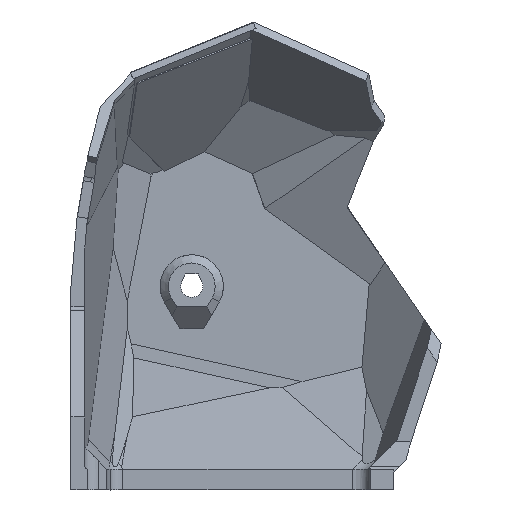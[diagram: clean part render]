
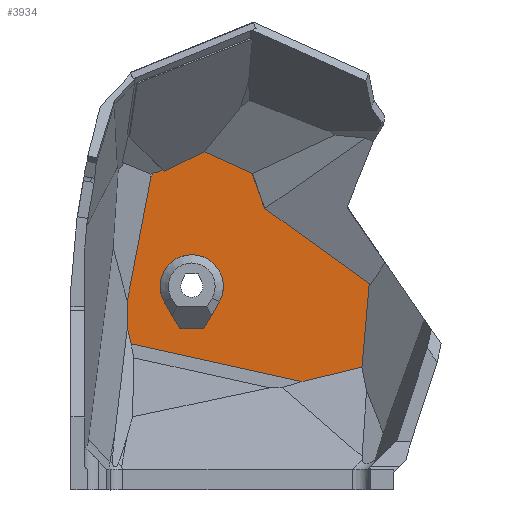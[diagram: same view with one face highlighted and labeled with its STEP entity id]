
A CAD part, left-side view. The second image highlights one B-rep face of the part: STEP entity #3934.
In plain terms, the highlighted planar face has unit normal (-1, 0, 0).
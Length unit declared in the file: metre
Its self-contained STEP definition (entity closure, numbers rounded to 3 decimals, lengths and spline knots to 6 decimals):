
#57=CIRCLE('',#4113,0.004);
#955=ORIENTED_EDGE('',*,*,#1239,.F.);
#956=ORIENTED_EDGE('',*,*,#1706,.T.);
#957=ORIENTED_EDGE('',*,*,#1703,.F.);
#958=ORIENTED_EDGE('',*,*,#1362,.T.);
#959=ORIENTED_EDGE('',*,*,#1702,.T.);
#960=ORIENTED_EDGE('',*,*,#1377,.F.);
#961=ORIENTED_EDGE('',*,*,#1698,.T.);
#962=ORIENTED_EDGE('',*,*,#1607,.T.);
#963=ORIENTED_EDGE('',*,*,#1593,.T.);
#964=ORIENTED_EDGE('',*,*,#1584,.T.);
#965=ORIENTED_EDGE('',*,*,#1571,.F.);
#966=ORIENTED_EDGE('',*,*,#1707,.T.);
#967=ORIENTED_EDGE('',*,*,#1708,.F.);
#968=ORIENTED_EDGE('',*,*,#1332,.F.);
#969=ORIENTED_EDGE('',*,*,#1583,.T.);
#970=ORIENTED_EDGE('',*,*,#1581,.T.);
#971=ORIENTED_EDGE('',*,*,#1579,.T.);
#972=ORIENTED_EDGE('',*,*,#1577,.F.);
#973=ORIENTED_EDGE('',*,*,#1575,.T.);
#974=ORIENTED_EDGE('',*,*,#1573,.F.);
#1239=EDGE_CURVE('',#1802,#1803,#2161,.T.);
#1332=EDGE_CURVE('',#1803,#1873,#2244,.T.);
#1362=EDGE_CURVE('',#1893,#1894,#2272,.T.);
#1377=EDGE_CURVE('',#1905,#1902,#2287,.T.);
#1571=EDGE_CURVE('',#2051,#2049,#2458,.T.);
#1573=EDGE_CURVE('',#2052,#2053,#2460,.T.);
#1575=EDGE_CURVE('',#2054,#2053,#2462,.T.);
#1577=EDGE_CURVE('',#2054,#2055,#2464,.T.);
#1579=EDGE_CURVE('',#2056,#2055,#2466,.T.);
#1581=EDGE_CURVE('',#2057,#2056,#57,.T.);
#1583=EDGE_CURVE('',#2052,#2057,#2469,.T.);
#1584=EDGE_CURVE('',#2058,#2049,#2470,.T.);
#1593=EDGE_CURVE('',#2065,#2058,#2478,.T.);
#1607=EDGE_CURVE('',#2074,#2065,#2488,.T.);
#1698=EDGE_CURVE('',#1905,#2074,#2567,.T.);
#1702=EDGE_CURVE('',#1894,#1902,#2571,.T.);
#1703=EDGE_CURVE('',#1893,#2111,#2572,.T.);
#1706=EDGE_CURVE('',#1802,#2111,#2575,.T.);
#1707=EDGE_CURVE('',#2051,#2113,#2576,.T.);
#1708=EDGE_CURVE('',#1873,#2113,#2577,.T.);
#1802=VERTEX_POINT('',#5245);
#1803=VERTEX_POINT('',#5247);
#1873=VERTEX_POINT('',#5462);
#1893=VERTEX_POINT('',#5529);
#1894=VERTEX_POINT('',#5530);
#1902=VERTEX_POINT('',#5552);
#1905=VERTEX_POINT('',#5558);
#2049=VERTEX_POINT('',#6013);
#2051=VERTEX_POINT('',#6017);
#2052=VERTEX_POINT('',#6021);
#2053=VERTEX_POINT('',#6023);
#2054=VERTEX_POINT('',#6027);
#2055=VERTEX_POINT('',#6031);
#2056=VERTEX_POINT('',#6035);
#2057=VERTEX_POINT('',#6039);
#2058=VERTEX_POINT('',#6045);
#2065=VERTEX_POINT('',#6064);
#2074=VERTEX_POINT('',#6098);
#2111=VERTEX_POINT('',#6350);
#2113=VERTEX_POINT('',#6357);
#2161=LINE('',#5246,#2660);
#2244=LINE('',#5461,#2743);
#2272=LINE('',#5528,#2771);
#2287=LINE('',#5559,#2786);
#2458=LINE('',#6018,#2957);
#2460=LINE('',#6022,#2959);
#2462=LINE('',#6026,#2961);
#2464=LINE('',#6030,#2963);
#2466=LINE('',#6034,#2965);
#2469=LINE('',#6042,#2968);
#2470=LINE('',#6044,#2969);
#2478=LINE('',#6063,#2977);
#2488=LINE('',#6097,#2987);
#2567=LINE('',#6340,#3066);
#2571=LINE('',#6347,#3070);
#2572=LINE('',#6349,#3071);
#2575=LINE('',#6355,#3074);
#2576=LINE('',#6356,#3075);
#2577=LINE('',#6358,#3076);
#2660=VECTOR('',#4254,1.);
#2743=VECTOR('',#4381,1.);
#2771=VECTOR('',#4431,1.);
#2786=VECTOR('',#4452,1.);
#2957=VECTOR('',#4771,1.);
#2959=VECTOR('',#4775,1.);
#2961=VECTOR('',#4779,1.);
#2963=VECTOR('',#4783,1.);
#2965=VECTOR('',#4787,1.);
#2968=VECTOR('',#4796,1.);
#2969=VECTOR('',#4799,1.);
#2977=VECTOR('',#4815,1.);
#2987=VECTOR('',#4839,1.);
#3066=VECTOR('',#5024,1.);
#3070=VECTOR('',#5032,1.);
#3071=VECTOR('',#5035,1.);
#3074=VECTOR('',#5040,1.);
#3075=VECTOR('',#5041,1.);
#3076=VECTOR('',#5042,1.);
#3312=EDGE_LOOP('',(#955,#956,#957,#958,#959,#960,#961,#962,#963,#964,#965,
#966,#967,#968));
#3313=EDGE_LOOP('',(#969,#970,#971,#972,#973,#974));
#3531=FACE_BOUND('',#3312,.T.);
#3532=FACE_BOUND('',#3313,.T.);
#3723=PLANE('',#4183);
#3934=ADVANCED_FACE('',(#3531,#3532),#3723,.F.);
#4113=AXIS2_PLACEMENT_3D('',#6038,#4791,#4792);
#4183=AXIS2_PLACEMENT_3D('',#6354,#5038,#5039);
#4254=DIRECTION('',(0.,-0.896,0.444));
#4381=DIRECTION('',(0.,-0.91,-0.415));
#4431=DIRECTION('',(0.,0.975,0.221));
#4452=DIRECTION('',(0.,-0.187,0.982));
#4771=DIRECTION('',(0.,0.087,-0.996));
#4775=DIRECTION('',(0.,-0.5,-0.866));
#4779=DIRECTION('',(0.,1.,0.));
#4783=DIRECTION('',(0.,-0.5,0.866));
#4787=DIRECTION('',(0.,0.259,-0.966));
#4791=DIRECTION('',(1.,0.,0.));
#4792=DIRECTION('',(0.,0.966,0.259));
#4796=DIRECTION('',(0.,0.259,0.966));
#4799=DIRECTION('',(0.,-0.972,0.233));
#4815=DIRECTION('',(0.,-0.976,-0.216));
#4839=DIRECTION('',(0.,-0.232,-0.973));
#5024=DIRECTION('',(0.,0.,-1.));
#5032=DIRECTION('',(0.,0.469,-0.883));
#5035=DIRECTION('',(0.,-0.806,0.591));
#5038=DIRECTION('',(1.,0.,0.));
#5039=DIRECTION('',(0.,-1.,0.));
#5040=DIRECTION('',(0.,0.559,0.829));
#5041=DIRECTION('',(0.,0.812,0.584));
#5042=DIRECTION('',(0.,-0.335,-0.942));
#5245=CARTESIAN_POINT('',(0.01813,0.014624,0.046808));
#5246=CARTESIAN_POINT('',(0.01813,0.010133,0.049034));
#5247=CARTESIAN_POINT('',(0.01813,0.00854,0.049824));
#5461=CARTESIAN_POINT('',(0.01813,0.000553,0.046185));
#5462=CARTESIAN_POINT('',(0.01813,0.001935,0.046815));
#5528=CARTESIAN_POINT('',(0.01813,0.003022,0.043976));
#5529=CARTESIAN_POINT('',(0.01813,0.015258,0.046744));
#5530=CARTESIAN_POINT('',(0.01813,0.016024,0.046918));
#5552=CARTESIAN_POINT('',(0.01813,0.016546,0.045934));
#5558=CARTESIAN_POINT('',(0.01813,0.019983,0.027903));
#5559=CARTESIAN_POINT('',(0.01813,0.017655,0.040116));
#6013=CARTESIAN_POINT('',(0.01813,-0.014169,0.018273));
#6017=CARTESIAN_POINT('',(0.01813,-0.015253,0.030663));
#6018=CARTESIAN_POINT('',(0.01813,-0.014898,0.026603));
#6021=CARTESIAN_POINT('',(0.01813,0.013724,0.026263));
#6022=CARTESIAN_POINT('',(0.01813,0.015449,0.029252));
#6023=CARTESIAN_POINT('',(0.01813,0.012328,0.023846));
#6026=CARTESIAN_POINT('',(0.01813,0.007877,0.023846));
#6027=CARTESIAN_POINT('',(0.01813,0.008864,0.023846));
#6030=CARTESIAN_POINT('',(0.01813,0.005682,0.029357));
#6031=CARTESIAN_POINT('',(0.01813,0.007469,0.026263));
#6034=CARTESIAN_POINT('',(0.01813,0.006733,0.029011));
#6035=CARTESIAN_POINT('',(0.01813,0.006733,0.029011));
#6038=CARTESIAN_POINT('',(0.01813,0.010596,0.030046));
#6039=CARTESIAN_POINT('',(0.01813,0.01446,0.029011));
#6042=CARTESIAN_POINT('',(0.01813,0.012569,0.021955));
#6044=CARTESIAN_POINT('',(0.01813,0.004347,0.013832));
#6045=CARTESIAN_POINT('',(0.01813,-0.005448,0.016182));
#6063=CARTESIAN_POINT('',(0.01813,0.002979,0.018045));
#6064=CARTESIAN_POINT('',(0.01813,0.019439,0.021683));
#6097=CARTESIAN_POINT('',(0.01813,0.021705,0.031188));
#6098=CARTESIAN_POINT('',(0.01813,0.019983,0.023967));
#6340=CARTESIAN_POINT('',(0.01813,0.019983,0.047402));
#6347=CARTESIAN_POINT('',(0.01813,0.017025,0.045033));
#6349=CARTESIAN_POINT('',(0.01813,0.012599,0.048695));
#6350=CARTESIAN_POINT('',(0.01813,0.014805,0.047077));
#6354=CARTESIAN_POINT('',(0.01813,0.004464,0.037602));
#6355=CARTESIAN_POINT('',(0.01813,0.007183,0.035769));
#6356=CARTESIAN_POINT('',(0.01813,-0.003254,0.039295));
#6357=CARTESIAN_POINT('',(0.01813,0.000125,0.041726));
#6358=CARTESIAN_POINT('',(0.01813,0.004818,0.054923));
